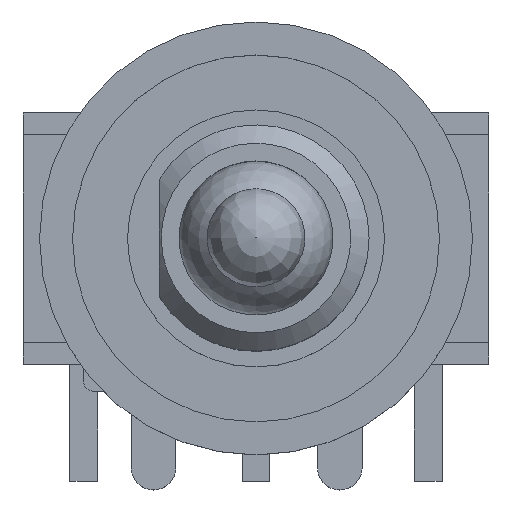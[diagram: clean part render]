
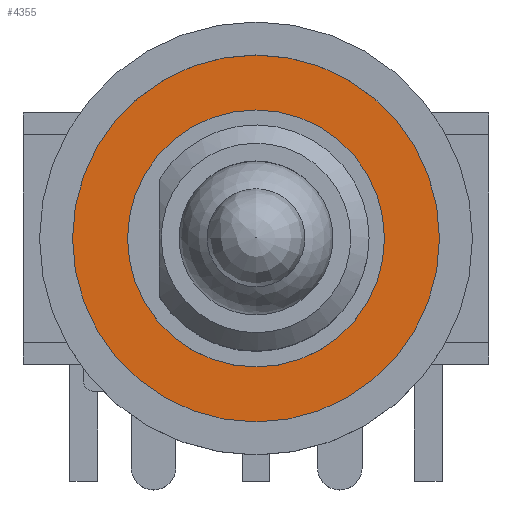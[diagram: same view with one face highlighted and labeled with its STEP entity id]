
A CAD part, top view. The second image highlights one B-rep face of the part: STEP entity #4355.
In plain terms, the highlighted planar face has unit normal (0, 0, 1).
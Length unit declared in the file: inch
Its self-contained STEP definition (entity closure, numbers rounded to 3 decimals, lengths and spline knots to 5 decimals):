
#36=FACE_BOUND('',#762,.T.);
#251=PLANE('',#4760);
#499=FACE_OUTER_BOUND('',#761,.T.);
#761=EDGE_LOOP('',(#4016));
#762=EDGE_LOOP('',(#4017));
#1827=CIRCLE('',#4755,0.13799);
#1830=CIRCLE('',#4759,0.19705);
#2205=VERTEX_POINT('',#7234);
#2208=VERTEX_POINT('',#7242);
#2810=EDGE_CURVE('',#2205,#2205,#1827,.T.);
#2815=EDGE_CURVE('',#2208,#2208,#1830,.T.);
#4016=ORIENTED_EDGE('',*,*,#2815,.T.);
#4017=ORIENTED_EDGE('',*,*,#2810,.F.);
#4355=ADVANCED_FACE('',(#499,#36),#251,.F.);
#4755=AXIS2_PLACEMENT_3D('',#7235,#5974,#5975);
#4759=AXIS2_PLACEMENT_3D('',#7244,#5984,#5985);
#4760=AXIS2_PLACEMENT_3D('',#7245,#5986,#5987);
#5974=DIRECTION('center_axis',(0.,0.,
1.));
#5975=DIRECTION('ref_axis',(-1.,0.,0.));
#5984=DIRECTION('center_axis',(0.,0.,
1.));
#5985=DIRECTION('ref_axis',(-1.,0.,0.));
#5986=DIRECTION('center_axis',(0.,0.,
-1.));
#5987=DIRECTION('ref_axis',(-1.,0.,0.));
#7234=CARTESIAN_POINT('',(0.13799,0.,0.41929));
#7235=CARTESIAN_POINT('Origin',(0.,0.,
0.41929));
#7242=CARTESIAN_POINT('',(0.19705,0.,0.41929));
#7244=CARTESIAN_POINT('Origin',(0.,0.,
0.41929));
#7245=CARTESIAN_POINT('Origin',(0.,0.,
0.41929));
